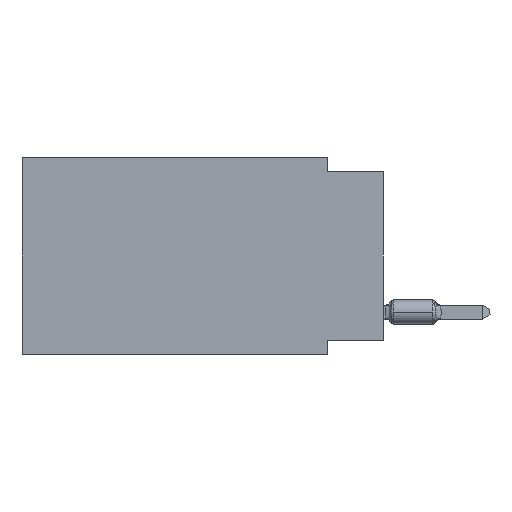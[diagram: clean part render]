
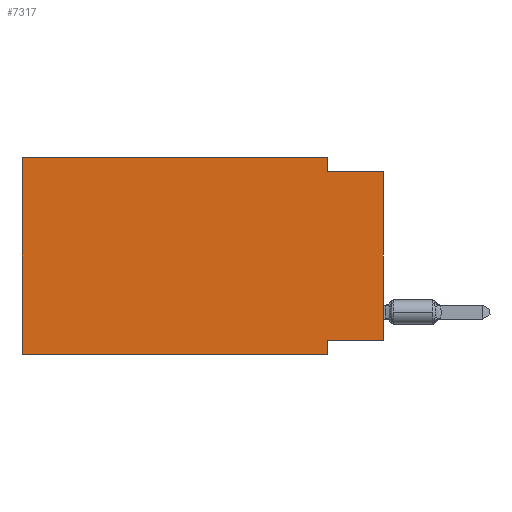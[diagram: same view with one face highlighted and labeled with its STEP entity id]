
A CAD part, left-side view. The second image highlights one B-rep face of the part: STEP entity #7317.
In plain terms, the highlighted planar face has unit normal (-1, 0, 0).
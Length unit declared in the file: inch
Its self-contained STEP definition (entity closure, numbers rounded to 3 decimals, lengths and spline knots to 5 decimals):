
#1 = VERTEX_POINT ( 'NONE', #6798 ) ;
#38 = ORIENTED_EDGE ( 'NONE', *, *, #7623, .F. ) ;
#137 = EDGE_CURVE ( 'NONE', #12121, #1, #10872, .T. ) ;
#486 = VECTOR ( 'NONE', #3057, 39.37008 ) ;
#920 = CARTESIAN_POINT ( 'NONE',  ( 0., 0.645, 0. ) ) ;
#999 = DIRECTION ( 'NONE',  ( 1., 0., 0. ) ) ;
#1096 = LINE ( 'NONE', #12481, #10961 ) ;
#1111 = VERTEX_POINT ( 'NONE', #12485 ) ;
#1240 = CARTESIAN_POINT ( 'NONE',  ( 0., 0.645, -0.35 ) ) ;
#1646 = CARTESIAN_POINT ( 'NONE',  ( 0., 0., -0.325 ) ) ;
#1714 = CARTESIAN_POINT ( 'NONE',  ( 0., 0.1, 0. ) ) ;
#1838 = ORIENTED_EDGE ( 'NONE', *, *, #5109, .F. ) ;
#1899 = CARTESIAN_POINT ( 'NONE',  ( 0., 0.1, -0.35 ) ) ;
#2081 = DIRECTION ( 'NONE',  ( 0., 0., 1. ) ) ;
#2138 = FACE_OUTER_BOUND ( 'NONE', #4059, .T. ) ;
#2158 = VECTOR ( 'NONE', #7303, 39.37008 ) ;
#3026 = VERTEX_POINT ( 'NONE', #6077 ) ;
#3057 = DIRECTION ( 'NONE',  ( 0., -1., 0. ) ) ;
#4059 = EDGE_LOOP ( 'NONE', ( #6193, #14870, #11788, #12492, #14926, #12061, #38, #1838 ) ) ;
#4087 = CARTESIAN_POINT ( 'NONE',  ( 0., 0.645, 0. ) ) ;
#4155 = DIRECTION ( 'NONE',  ( 0., 0., -1. ) ) ;
#4372 = CARTESIAN_POINT ( 'NONE',  ( 0., 0.645, 0. ) ) ;
#5109 = EDGE_CURVE ( 'NONE', #1111, #14913, #13180, .T. ) ;
#5587 = LINE ( 'NONE', #4372, #9000 ) ;
#5789 = LINE ( 'NONE', #1240, #11310 ) ;
#5825 = EDGE_CURVE ( 'NONE', #6759, #10541, #5789, .T. ) ;
#6077 = CARTESIAN_POINT ( 'NONE',  ( 0., 0., -0.025 ) ) ;
#6193 = ORIENTED_EDGE ( 'NONE', *, *, #11315, .T. ) ;
#6449 = LINE ( 'NONE', #1899, #9067 ) ;
#6592 = CARTESIAN_POINT ( 'NONE',  ( 0., 0.1, -0.325 ) ) ;
#6613 = PLANE ( 'NONE',  #12909 ) ;
#6759 = VERTEX_POINT ( 'NONE', #11127 ) ;
#6798 = CARTESIAN_POINT ( 'NONE',  ( 0., 0.1, -0.025 ) ) ;
#6905 = EDGE_CURVE ( 'NONE', #6759, #7724, #1096, .T. ) ;
#7303 = DIRECTION ( 'NONE',  ( 0., 0., -1. ) ) ;
#7317 = ADVANCED_FACE ( 'NONE', ( #2138 ), #6613, .F. ) ;
#7467 = CARTESIAN_POINT ( 'NONE',  ( 0., 0., 0. ) ) ;
#7623 = EDGE_CURVE ( 'NONE', #14913, #10541, #6449, .T. ) ;
#7724 = VERTEX_POINT ( 'NONE', #4087 ) ;
#7882 = VECTOR ( 'NONE', #10910, 39.37008 ) ;
#8693 = LINE ( 'NONE', #7467, #12761 ) ;
#8953 = DIRECTION ( 'NONE',  ( 0., -1., 0. ) ) ;
#9000 = VECTOR ( 'NONE', #8953, 39.37008 ) ;
#9067 = VECTOR ( 'NONE', #4155, 39.37008 ) ;
#9073 = LINE ( 'NONE', #10126, #486 ) ;
#10126 = CARTESIAN_POINT ( 'NONE',  ( 0., 0., -0.025 ) ) ;
#10541 = VERTEX_POINT ( 'NONE', #11076 ) ;
#10872 = LINE ( 'NONE', #14287, #2158 ) ;
#10910 = DIRECTION ( 'NONE',  ( 0., 1., 0. ) ) ;
#10961 = VECTOR ( 'NONE', #2081, 39.37008 ) ;
#11076 = CARTESIAN_POINT ( 'NONE',  ( 0., 0.1, -0.35 ) ) ;
#11127 = CARTESIAN_POINT ( 'NONE',  ( 0., 0.645, -0.35 ) ) ;
#11256 = DIRECTION ( 'NONE',  ( 0., 0., -1. ) ) ;
#11310 = VECTOR ( 'NONE', #12698, 39.37008 ) ;
#11315 = EDGE_CURVE ( 'NONE', #1111, #3026, #8693, .T. ) ;
#11788 = ORIENTED_EDGE ( 'NONE', *, *, #137, .F. ) ;
#11806 = EDGE_CURVE ( 'NONE', #7724, #12121, #5587, .T. ) ;
#12061 = ORIENTED_EDGE ( 'NONE', *, *, #5825, .T. ) ;
#12093 = DIRECTION ( 'NONE',  ( 0., 0., 1. ) ) ;
#12121 = VERTEX_POINT ( 'NONE', #1714 ) ;
#12481 = CARTESIAN_POINT ( 'NONE',  ( 0., 0.645, 0. ) ) ;
#12485 = CARTESIAN_POINT ( 'NONE',  ( 0., 0., -0.325 ) ) ;
#12492 = ORIENTED_EDGE ( 'NONE', *, *, #11806, .F. ) ;
#12698 = DIRECTION ( 'NONE',  ( 0., -1., 0. ) ) ;
#12761 = VECTOR ( 'NONE', #12093, 39.37008 ) ;
#12909 = AXIS2_PLACEMENT_3D ( 'NONE', #920, #999, #11256 ) ;
#12911 = EDGE_CURVE ( 'NONE', #1, #3026, #9073, .T. ) ;
#13180 = LINE ( 'NONE', #1646, #7882 ) ;
#14287 = CARTESIAN_POINT ( 'NONE',  ( 0., 0.1, 0. ) ) ;
#14870 = ORIENTED_EDGE ( 'NONE', *, *, #12911, .F. ) ;
#14913 = VERTEX_POINT ( 'NONE', #6592 ) ;
#14926 = ORIENTED_EDGE ( 'NONE', *, *, #6905, .F. ) ;
